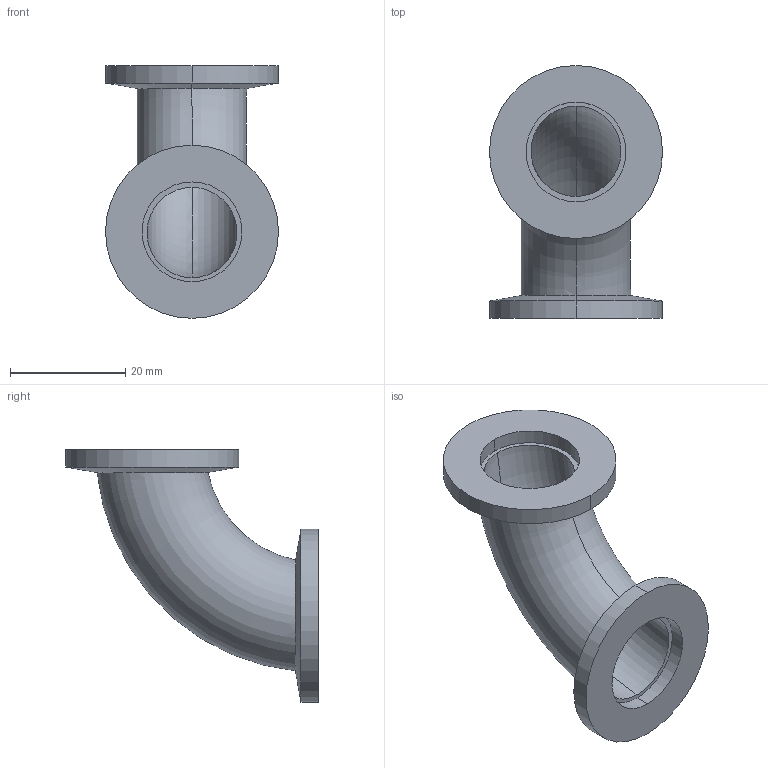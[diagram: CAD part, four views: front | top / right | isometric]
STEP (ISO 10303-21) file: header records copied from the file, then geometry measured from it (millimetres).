
FILE_DESCRIPTION (( 'STEP AP203' ), '1' );
FILE_NAME ('P101226.step', '2014-09-25T00:22:12', ( 'Rick' ), ( 'Microsoft' ), 'SwSTEP 2.0', 'SolidWorks 2014', '' );
FILE_SCHEMA (( 'CONFIG_CONTROL_DESIGN' ));
Length unit declared in the file: millimetre
Products named in the file (1): P101226
Bounding box: 30 x 43.8 x 43.8 mm (x, y, z)
Volume: 6909.9 mm3; surface area: 6961.1 mm2
Topology: 1 solids, 1 shells, 20 faces, 48 edges, 32 vertices
Faces by surface type: cylinder 8, torus 4, cone 4, plane 4
Entity records: 1002 total; most frequent: CARTESIAN_POINT 462, ORIENTED_EDGE 96, DIRECTION 94, EDGE_CURVE 48, AXIS2_PLACEMENT_3D 41, VERTEX_POINT 32, EDGE_LOOP 24, FACE_OUTER_BOUND 20
